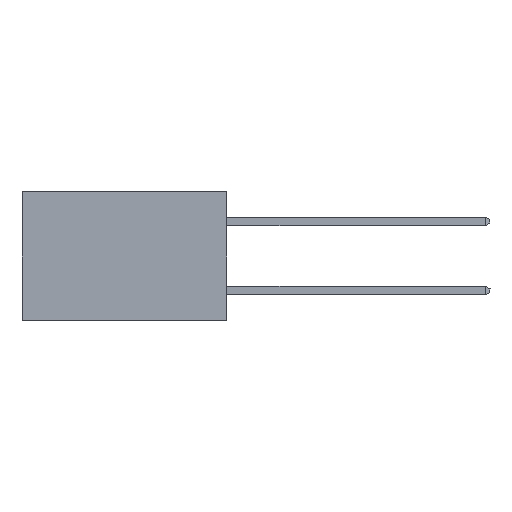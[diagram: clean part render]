
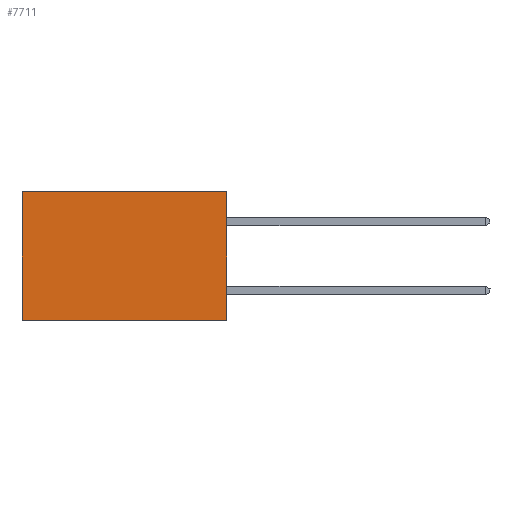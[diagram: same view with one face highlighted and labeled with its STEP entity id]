
A CAD part, left-side view. The second image highlights one B-rep face of the part: STEP entity #7711.
In plain terms, the highlighted planar face has unit normal (-1, 0, 0).
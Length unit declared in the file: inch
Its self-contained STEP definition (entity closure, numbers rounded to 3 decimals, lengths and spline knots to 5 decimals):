
#224 = ORIENTED_EDGE ( 'NONE', *, *, #16966, .T. ) ;
#616 = ORIENTED_EDGE ( 'NONE', *, *, #6909, .F. ) ;
#668 = ORIENTED_EDGE ( 'NONE', *, *, #26256, .F. ) ;
#698 = ORIENTED_EDGE ( 'NONE', *, *, #6055, .T. ) ;
#2212 = LINE ( 'NONE', #5677, #25208 ) ;
#2819 = VERTEX_POINT ( 'NONE', #5515 ) ;
#3674 = DIRECTION ( 'NONE',  ( 0., 0., -1. ) ) ;
#5515 = CARTESIAN_POINT ( 'NONE',  ( 0.277, 0., 0. ) ) ;
#5677 = CARTESIAN_POINT ( 'NONE',  ( 0.277, 0., -0.37 ) ) ;
#6055 = EDGE_CURVE ( 'NONE', #2819, #11837, #21091, .T. ) ;
#6909 = EDGE_CURVE ( 'NONE', #17477, #23246, #24329, .T. ) ;
#7711 = ADVANCED_FACE ( 'NONE', ( #9701 ), #21093, .F. ) ;
#7928 = DIRECTION ( 'NONE',  ( 0., 0., -1. ) ) ;
#9701 = FACE_OUTER_BOUND ( 'NONE', #26036, .T. ) ;
#9718 = CARTESIAN_POINT ( 'NONE',  ( 0.277, 0., -0.37 ) ) ;
#10056 = CARTESIAN_POINT ( 'NONE',  ( 0.277, 0.59, 0. ) ) ;
#11826 = DIRECTION ( 'NONE',  ( 0., 1., 0. ) ) ;
#11837 = VERTEX_POINT ( 'NONE', #10056 ) ;
#12410 = CARTESIAN_POINT ( 'NONE',  ( 0.277, 0.59, -0.37 ) ) ;
#12891 = CARTESIAN_POINT ( 'NONE',  ( 0.277, 0., 0. ) ) ;
#15456 = VECTOR ( 'NONE', #11826, 39.37008 ) ;
#16966 = EDGE_CURVE ( 'NONE', #11837, #23246, #23010, .T. ) ;
#17477 = VERTEX_POINT ( 'NONE', #9718 ) ;
#18722 = VECTOR ( 'NONE', #20727, 39.37008 ) ;
#20727 = DIRECTION ( 'NONE',  ( 0., 1., 0. ) ) ;
#20821 = CARTESIAN_POINT ( 'NONE',  ( 0.277, 0., -0.37 ) ) ;
#20938 = DIRECTION ( 'NONE',  ( 0., 0., -1. ) ) ;
#20970 = DIRECTION ( 'NONE',  ( 1., 0., 0. ) ) ;
#21004 = CARTESIAN_POINT ( 'NONE',  ( 0.277, 0., -0.37 ) ) ;
#21091 = LINE ( 'NONE', #12891, #15456 ) ;
#21093 = PLANE ( 'NONE',  #25295 ) ;
#23010 = LINE ( 'NONE', #12410, #23653 ) ;
#23246 = VERTEX_POINT ( 'NONE', #24169 ) ;
#23653 = VECTOR ( 'NONE', #3674, 39.37008 ) ;
#24169 = CARTESIAN_POINT ( 'NONE',  ( 0.277, 0.59, -0.37 ) ) ;
#24329 = LINE ( 'NONE', #20821, #18722 ) ;
#25208 = VECTOR ( 'NONE', #7928, 39.37008 ) ;
#25295 = AXIS2_PLACEMENT_3D ( 'NONE', #21004, #20970, #20938 ) ;
#26036 = EDGE_LOOP ( 'NONE', ( #224, #616, #668, #698 ) ) ;
#26256 = EDGE_CURVE ( 'NONE', #2819, #17477, #2212, .T. ) ;
